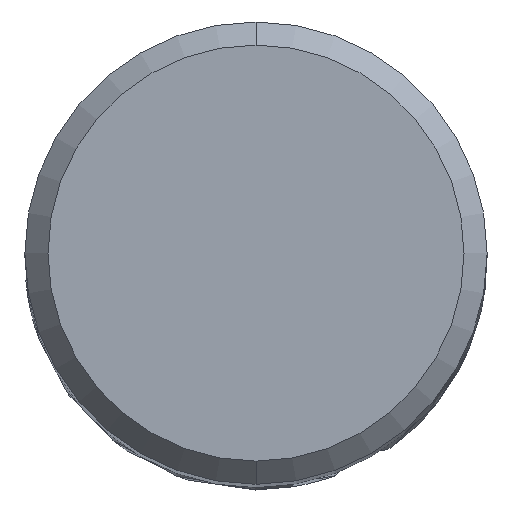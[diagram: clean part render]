
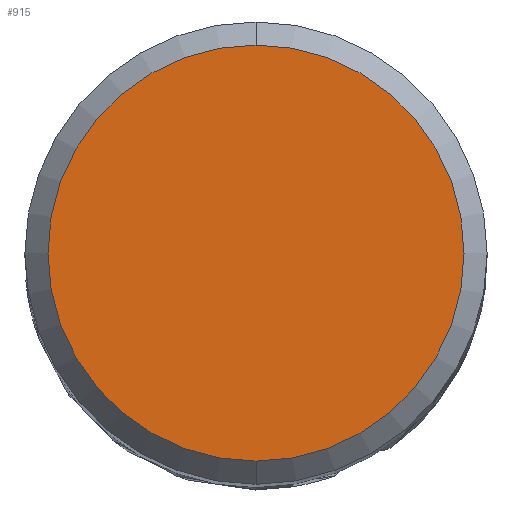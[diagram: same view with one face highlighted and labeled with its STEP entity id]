
A CAD part, top view. The second image highlights one B-rep face of the part: STEP entity #915.
In plain terms, the highlighted planar face has unit normal (0, 0, 1).
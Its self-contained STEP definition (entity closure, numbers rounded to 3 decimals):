
#617=VERTEX_POINT('',#1677);
#915=ADVANCED_FACE('',(#2002),#2003,.T.);
#933=EDGE_CURVE('',#617,#1085,#2022,.T.);
#969=EDGE_CURVE('',#1085,#617,#2060,.T.);
#1085=VERTEX_POINT('',#2184);
#1677=CARTESIAN_POINT('',(0.0,5.4,0.0));
#2002=FACE_OUTER_BOUND('',#4545,.T.);
#2003=PLANE('',#4546);
#2022=CIRCLE('',#4606,5.4);
#2060=CIRCLE('',#4737,5.4);
#2184=CARTESIAN_POINT('',(0.,-5.4,0.0));
#4545=EDGE_LOOP('',(#8744,#8745));
#4546=AXIS2_PLACEMENT_3D('',#8746,#8747,#8748);
#4606=AXIS2_PLACEMENT_3D('',#8768,#8769,#8770);
#4737=AXIS2_PLACEMENT_3D('',#8801,#8802,#8803);
#8744=ORIENTED_EDGE('',*,*,#933,.F.);
#8745=ORIENTED_EDGE('',*,*,#969,.F.);
#8746=CARTESIAN_POINT('',(0.0,2.7,0.0));
#8747=DIRECTION('',(-0.0,0.0,1.0));
#8748=DIRECTION('',(0.0,-1.0,0.0));
#8768=CARTESIAN_POINT('',(0.0,0.0,0.0));
#8769=DIRECTION('',(0.0,0.0,-1.0));
#8770=DIRECTION('',(0.0,1.0,0.0));
#8801=CARTESIAN_POINT('',(0.0,0.0,0.0));
#8802=DIRECTION('',(0.0,0.0,-1.0));
#8803=DIRECTION('',(0.0,1.0,0.0));
